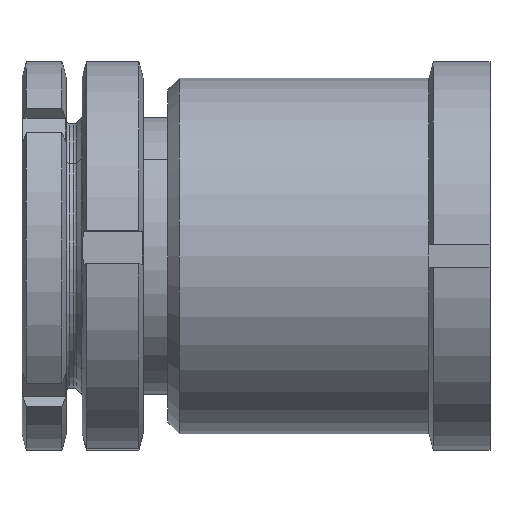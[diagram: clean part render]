
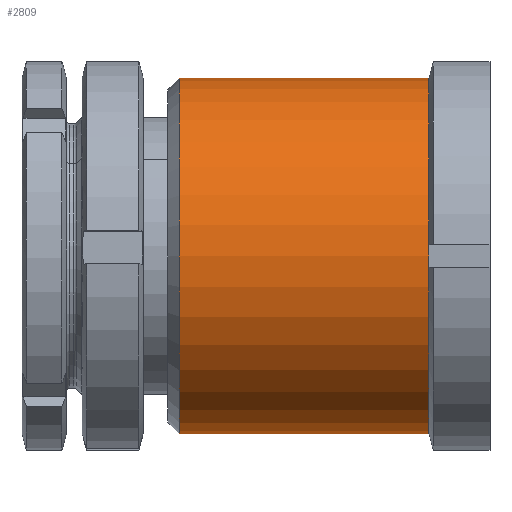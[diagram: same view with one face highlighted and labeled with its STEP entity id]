
A CAD part, left-side view. The second image highlights one B-rep face of the part: STEP entity #2809.
In plain terms, the highlighted cylindrical face has radius 32 mm (diameter 64 mm), a partial arc.
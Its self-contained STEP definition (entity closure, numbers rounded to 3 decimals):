
#29 = EDGE_CURVE ( 'NONE', #2196, #1804, #824, .T. ) ;
#186 = DIRECTION ( 'NONE',  ( 0., -1., 0. ) ) ;
#337 = CIRCLE ( 'NONE', #3048, 32. ) ;
#480 = VECTOR ( 'NONE', #869, 1000. ) ;
#622 = EDGE_CURVE ( 'NONE', #3445, #2196, #666, .T. ) ;
#666 = CIRCLE ( 'NONE', #1396, 32. ) ;
#671 = ORIENTED_EDGE ( 'NONE', *, *, #1544, .F. ) ;
#723 = AXIS2_PLACEMENT_3D ( 'NONE', #906, #2158, #1522 ) ;
#824 = LINE ( 'NONE', #2352, #2324 ) ;
#869 = DIRECTION ( 'NONE',  ( 0., 1., 0. ) ) ;
#906 = CARTESIAN_POINT ( 'NONE',  ( 0., -47., 0. ) ) ;
#985 = EDGE_CURVE ( 'NONE', #1804, #2875, #337, .T. ) ;
#1025 = DIRECTION ( 'NONE',  ( 0., 0., 1. ) ) ;
#1396 = AXIS2_PLACEMENT_3D ( 'NONE', #1938, #1898, #1025 ) ;
#1429 = CYLINDRICAL_SURFACE ( 'NONE', #2803, 32. ) ;
#1522 = DIRECTION ( 'NONE',  ( 0., 0., 1. ) ) ;
#1544 = EDGE_CURVE ( 'NONE', #3142, #2875, #3672, .T. ) ;
#1691 = CARTESIAN_POINT ( 'NONE',  ( -32., -47., 0. ) ) ;
#1704 = EDGE_CURVE ( 'NONE', #3142, #3445, #3530, .T. ) ;
#1804 = VERTEX_POINT ( 'NONE', #2471 ) ;
#1831 = CARTESIAN_POINT ( 'NONE',  ( 0., -47., -32. ) ) ;
#1898 = DIRECTION ( 'NONE',  ( 0., 1., 0. ) ) ;
#1938 = CARTESIAN_POINT ( 'NONE',  ( 0., -47., 0. ) ) ;
#2014 = ORIENTED_EDGE ( 'NONE', *, *, #29, .T. ) ;
#2158 = DIRECTION ( 'NONE',  ( 0., 1., 0. ) ) ;
#2196 = VERTEX_POINT ( 'NONE', #2610 ) ;
#2249 = CARTESIAN_POINT ( 'NONE',  ( 0., -2.1, -32. ) ) ;
#2276 = DIRECTION ( 'NONE',  ( 0., 1., 0. ) ) ;
#2324 = VECTOR ( 'NONE', #3710, 1000. ) ;
#2352 = CARTESIAN_POINT ( 'NONE',  ( 0., 10.447, 32. ) ) ;
#2357 = CARTESIAN_POINT ( 'NONE',  ( 0., 10.447, -32. ) ) ;
#2471 = CARTESIAN_POINT ( 'NONE',  ( 0., -2.1, 32. ) ) ;
#2566 = DIRECTION ( 'NONE',  ( 0., 0., 1. ) ) ;
#2610 = CARTESIAN_POINT ( 'NONE',  ( 0., -47., 32. ) ) ;
#2803 = AXIS2_PLACEMENT_3D ( 'NONE', #2831, #2276, #2566 ) ;
#2809 = ADVANCED_FACE ( 'NONE', ( #3619 ), #1429, .T. ) ;
#2831 = CARTESIAN_POINT ( 'NONE',  ( 0., 10.447, 0. ) ) ;
#2832 = EDGE_LOOP ( 'NONE', ( #671, #3108, #3340, #2014, #3860 ) ) ;
#2875 = VERTEX_POINT ( 'NONE', #2249 ) ;
#3048 = AXIS2_PLACEMENT_3D ( 'NONE', #3177, #186, #3796 ) ;
#3108 = ORIENTED_EDGE ( 'NONE', *, *, #1704, .T. ) ;
#3142 = VERTEX_POINT ( 'NONE', #1831 ) ;
#3177 = CARTESIAN_POINT ( 'NONE',  ( 0., -2.1, 0. ) ) ;
#3340 = ORIENTED_EDGE ( 'NONE', *, *, #622, .T. ) ;
#3445 = VERTEX_POINT ( 'NONE', #1691 ) ;
#3530 = CIRCLE ( 'NONE', #723, 32. ) ;
#3619 = FACE_OUTER_BOUND ( 'NONE', #2832, .T. ) ;
#3672 = LINE ( 'NONE', #2357, #480 ) ;
#3710 = DIRECTION ( 'NONE',  ( 0., 1., 0. ) ) ;
#3796 = DIRECTION ( 'NONE',  ( 0., 0., -1. ) ) ;
#3860 = ORIENTED_EDGE ( 'NONE', *, *, #985, .T. ) ;
